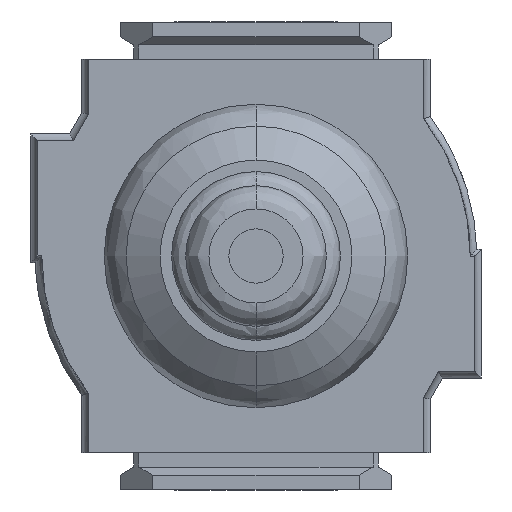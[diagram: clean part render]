
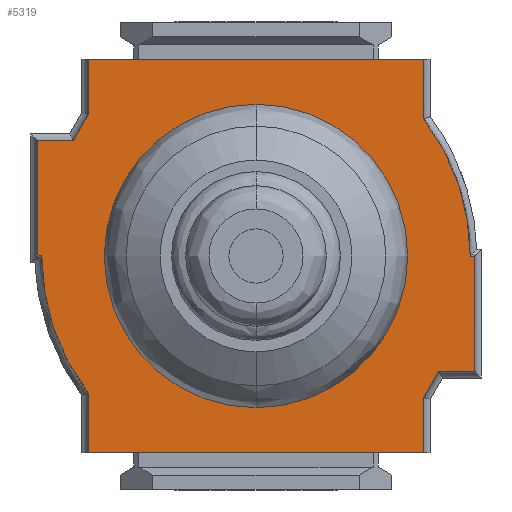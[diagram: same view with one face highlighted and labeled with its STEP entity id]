
A CAD part, front view. The second image highlights one B-rep face of the part: STEP entity #5319.
In plain terms, the highlighted face is planar.
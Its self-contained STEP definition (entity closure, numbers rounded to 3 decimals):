
#56 = ORIENTED_EDGE ( 'NONE', *, *, #5737, .F. ) ;
#91 = ORIENTED_EDGE ( 'NONE', *, *, #10400, .F. ) ;
#177 = LINE ( 'NONE', #3830, #7196 ) ;
#311 = VECTOR ( 'NONE', #11062, 1000. ) ;
#487 = LINE ( 'NONE', #5945, #4435 ) ;
#499 = DIRECTION ( 'NONE',  ( 1., 0., 0. ) ) ;
#878 = EDGE_CURVE ( 'NONE', #1473, #10754, #10430, .T. ) ;
#1100 = ORIENTED_EDGE ( 'NONE', *, *, #1938, .F. ) ;
#1256 = AXIS2_PLACEMENT_3D ( 'NONE', #6060, #1629, #5279 ) ;
#1282 = EDGE_CURVE ( 'NONE', #11168, #1473, #7417, .T. ) ;
#1342 = CARTESIAN_POINT ( 'NONE',  ( 23., 27.325, 0. ) ) ;
#1378 = CARTESIAN_POINT ( 'NONE',  ( -18., 27.325, -15.2 ) ) ;
#1413 = CARTESIAN_POINT ( 'NONE',  ( -18., 27.325, -15.2 ) ) ;
#1473 = VERTEX_POINT ( 'NONE', #7521 ) ;
#1629 = DIRECTION ( 'NONE',  ( 0., 1., 0. ) ) ;
#1817 = CIRCLE ( 'NONE', #10226, 24.2 ) ;
#1865 = VERTEX_POINT ( 'NONE', #2868 ) ;
#1879 = EDGE_CURVE ( 'NONE', #10358, #4002, #4490, .T. ) ;
#1938 = EDGE_CURVE ( 'NONE', #2700, #5867, #2762, .T. ) ;
#2108 = DIRECTION ( 'NONE',  ( 0., 0., 1. ) ) ;
#2120 = CIRCLE ( 'NONE', #9206, 24.2 ) ;
#2204 = EDGE_CURVE ( 'NONE', #8171, #10358, #6565, .T. ) ;
#2227 = DIRECTION ( 'NONE',  ( 0., -1., 0. ) ) ;
#2228 = CARTESIAN_POINT ( 'NONE',  ( 18., 27.325, 15.2 ) ) ;
#2247 = LINE ( 'NONE', #7691, #11593 ) ;
#2317 = VECTOR ( 'NONE', #10092, 1000. ) ;
#2592 = VECTOR ( 'NONE', #2108, 1000. ) ;
#2700 = VERTEX_POINT ( 'NONE', #9930 ) ;
#2701 = CARTESIAN_POINT ( 'NONE',  ( -23.5, 27.325, -12.4 ) ) ;
#2762 = LINE ( 'NONE', #5395, #311 ) ;
#2855 = CARTESIAN_POINT ( 'NONE',  ( 23.5, 27.325, 12.4 ) ) ;
#2868 = CARTESIAN_POINT ( 'NONE',  ( 18., 27.325, 21.125 ) ) ;
#3137 = ORIENTED_EDGE ( 'NONE', *, *, #6611, .F. ) ;
#3141 = DIRECTION ( 'NONE',  ( -1., 0., 0. ) ) ;
#3197 = LINE ( 'NONE', #1413, #9214 ) ;
#3216 = CARTESIAN_POINT ( 'NONE',  ( 18., 27.325, -21.125 ) ) ;
#3224 = DIRECTION ( 'NONE',  ( 1., 0., 0. ) ) ;
#3285 = VECTOR ( 'NONE', #8300, 1000. ) ;
#3288 = EDGE_CURVE ( 'NONE', #7638, #8254, #8290, .T. ) ;
#3624 = CARTESIAN_POINT ( 'NONE',  ( 18., 27.325, -14.731 ) ) ;
#3830 = CARTESIAN_POINT ( 'NONE',  ( -19.6, 27.325, -12.4 ) ) ;
#4002 = VERTEX_POINT ( 'NONE', #7945 ) ;
#4160 = EDGE_LOOP ( 'NONE', ( #56, #11336, #9800, #6856, #4272, #5256, #10136, #7372, #5671, #7797, #3137, #11305, #4207, #6739, #1100, #91 ) ) ;
#4207 = ORIENTED_EDGE ( 'NONE', *, *, #9938, .F. ) ;
#4272 = ORIENTED_EDGE ( 'NONE', *, *, #8901, .F. ) ;
#4362 = EDGE_CURVE ( 'NONE', #1865, #7638, #487, .T. ) ;
#4410 = CARTESIAN_POINT ( 'NONE',  ( 1.2, 27.325, 0. ) ) ;
#4435 = VECTOR ( 'NONE', #8646, 1000. ) ;
#4490 = LINE ( 'NONE', #2701, #6640 ) ;
#4524 = VECTOR ( 'NONE', #499, 1000. ) ;
#4674 = LINE ( 'NONE', #9244, #6900 ) ;
#4789 = VERTEX_POINT ( 'NONE', #6395 ) ;
#4915 = CARTESIAN_POINT ( 'NONE',  ( -18., 27.325, 14.731 ) ) ;
#4986 = EDGE_CURVE ( 'NONE', #4789, #8171, #8858, .T. ) ;
#5022 = CARTESIAN_POINT ( 'NONE',  ( 23.5, 27.325, 12.4 ) ) ;
#5096 = PLANE ( 'NONE',  #1256 ) ;
#5123 = DIRECTION ( 'NONE',  ( 1., 0., 0. ) ) ;
#5256 = ORIENTED_EDGE ( 'NONE', *, *, #3288, .F. ) ;
#5279 = DIRECTION ( 'NONE',  ( 0., 0., 1. ) ) ;
#5319 = ADVANCED_FACE ( 'NONE', ( #10543 ), #5096, .T. ) ;
#5395 = CARTESIAN_POINT ( 'NONE',  ( -18., 27.325, -21.125 ) ) ;
#5530 = CARTESIAN_POINT ( 'NONE',  ( -18., 27.325, 21.125 ) ) ;
#5599 = CARTESIAN_POINT ( 'NONE',  ( -23.5, 27.325, 0. ) ) ;
#5671 = ORIENTED_EDGE ( 'NONE', *, *, #878, .F. ) ;
#5737 = EDGE_CURVE ( 'NONE', #4002, #6797, #177, .T. ) ;
#5812 = VECTOR ( 'NONE', #8707, 1000. ) ;
#5867 = VERTEX_POINT ( 'NONE', #3216 ) ;
#5945 = CARTESIAN_POINT ( 'NONE',  ( 18., 27.325, 21.125 ) ) ;
#6060 = CARTESIAN_POINT ( 'NONE',  ( 24.44, 27.325, -21.97 ) ) ;
#6087 = CARTESIAN_POINT ( 'NONE',  ( -23., 27.325, 0. ) ) ;
#6122 = EDGE_CURVE ( 'NONE', #10754, #1865, #2247, .T. ) ;
#6124 = EDGE_CURVE ( 'NONE', #9295, #11451, #10440, .T. ) ;
#6395 = CARTESIAN_POINT ( 'NONE',  ( -23., 27.325, 0. ) ) ;
#6509 = DIRECTION ( 'NONE',  ( -1., 0., 0. ) ) ;
#6565 = LINE ( 'NONE', #5599, #3285 ) ;
#6596 = DIRECTION ( 'NONE',  ( 0., 0., 1. ) ) ;
#6602 = DIRECTION ( 'NONE',  ( 0.496, 0., -0.868 ) ) ;
#6611 = EDGE_CURVE ( 'NONE', #11451, #11168, #8955, .T. ) ;
#6613 = VECTOR ( 'NONE', #3141, 1000. ) ;
#6639 = CARTESIAN_POINT ( 'NONE',  ( 23.5, 27.325, 0. ) ) ;
#6640 = VECTOR ( 'NONE', #7376, 1000. ) ;
#6690 = CARTESIAN_POINT ( 'NONE',  ( 23., 27.325, 0. ) ) ;
#6739 = ORIENTED_EDGE ( 'NONE', *, *, #11066, .F. ) ;
#6797 = VERTEX_POINT ( 'NONE', #1378 ) ;
#6856 = ORIENTED_EDGE ( 'NONE', *, *, #4986, .F. ) ;
#6890 = CARTESIAN_POINT ( 'NONE',  ( -1.2, 27.325, 0. ) ) ;
#6900 = VECTOR ( 'NONE', #6596, 1000. ) ;
#6940 = VECTOR ( 'NONE', #6509, 1000. ) ;
#7165 = CARTESIAN_POINT ( 'NONE',  ( -23.5, 27.325, 0. ) ) ;
#7196 = VECTOR ( 'NONE', #6602, 1000. ) ;
#7372 = ORIENTED_EDGE ( 'NONE', *, *, #6122, .F. ) ;
#7376 = DIRECTION ( 'NONE',  ( 1., 0., 0. ) ) ;
#7389 = CARTESIAN_POINT ( 'NONE',  ( 23.5, 27.325, 0. ) ) ;
#7417 = LINE ( 'NONE', #2855, #6940 ) ;
#7521 = CARTESIAN_POINT ( 'NONE',  ( 19.6, 27.325, 12.4 ) ) ;
#7638 = VERTEX_POINT ( 'NONE', #9277 ) ;
#7678 = VERTEX_POINT ( 'NONE', #3624 ) ;
#7691 = CARTESIAN_POINT ( 'NONE',  ( 18., 27.325, 15.2 ) ) ;
#7797 = ORIENTED_EDGE ( 'NONE', *, *, #1282, .F. ) ;
#7822 = DIRECTION ( 'NONE',  ( 0., 0., -1. ) ) ;
#7945 = CARTESIAN_POINT ( 'NONE',  ( -19.6, 27.325, -12.4 ) ) ;
#8171 = VERTEX_POINT ( 'NONE', #7165 ) ;
#8254 = VERTEX_POINT ( 'NONE', #4915 ) ;
#8290 = LINE ( 'NONE', #5530, #2317 ) ;
#8300 = DIRECTION ( 'NONE',  ( 0., 0., -1. ) ) ;
#8528 = CARTESIAN_POINT ( 'NONE',  ( 19.6, 27.325, 12.4 ) ) ;
#8646 = DIRECTION ( 'NONE',  ( -1., 0., 0. ) ) ;
#8707 = DIRECTION ( 'NONE',  ( -0.496, 0., 0.868 ) ) ;
#8858 = LINE ( 'NONE', #6087, #6613 ) ;
#8901 = EDGE_CURVE ( 'NONE', #8254, #4789, #1817, .T. ) ;
#8955 = LINE ( 'NONE', #7389, #2592 ) ;
#9170 = CARTESIAN_POINT ( 'NONE',  ( -23.5, 27.325, -12.4 ) ) ;
#9206 = AXIS2_PLACEMENT_3D ( 'NONE', #6890, #2227, #3224 ) ;
#9214 = VECTOR ( 'NONE', #7822, 1000. ) ;
#9244 = CARTESIAN_POINT ( 'NONE',  ( 18., 27.325, -21.125 ) ) ;
#9277 = CARTESIAN_POINT ( 'NONE',  ( -18., 27.325, 21.125 ) ) ;
#9295 = VERTEX_POINT ( 'NONE', #6690 ) ;
#9562 = DIRECTION ( 'NONE',  ( 0., 0., 1. ) ) ;
#9800 = ORIENTED_EDGE ( 'NONE', *, *, #2204, .F. ) ;
#9930 = CARTESIAN_POINT ( 'NONE',  ( -18., 27.325, -21.125 ) ) ;
#9938 = EDGE_CURVE ( 'NONE', #7678, #9295, #2120, .T. ) ;
#10092 = DIRECTION ( 'NONE',  ( 0., 0., -1. ) ) ;
#10136 = ORIENTED_EDGE ( 'NONE', *, *, #4362, .F. ) ;
#10226 = AXIS2_PLACEMENT_3D ( 'NONE', #4410, #11401, #5123 ) ;
#10358 = VERTEX_POINT ( 'NONE', #9170 ) ;
#10400 = EDGE_CURVE ( 'NONE', #6797, #2700, #3197, .T. ) ;
#10430 = LINE ( 'NONE', #8528, #5812 ) ;
#10440 = LINE ( 'NONE', #1342, #4524 ) ;
#10543 = FACE_OUTER_BOUND ( 'NONE', #4160, .T. ) ;
#10754 = VERTEX_POINT ( 'NONE', #2228 ) ;
#11062 = DIRECTION ( 'NONE',  ( 1., 0., 0. ) ) ;
#11066 = EDGE_CURVE ( 'NONE', #5867, #7678, #4674, .T. ) ;
#11168 = VERTEX_POINT ( 'NONE', #5022 ) ;
#11305 = ORIENTED_EDGE ( 'NONE', *, *, #6124, .F. ) ;
#11336 = ORIENTED_EDGE ( 'NONE', *, *, #1879, .F. ) ;
#11401 = DIRECTION ( 'NONE',  ( 0., -1., 0. ) ) ;
#11451 = VERTEX_POINT ( 'NONE', #6639 ) ;
#11593 = VECTOR ( 'NONE', #9562, 1000. ) ;
